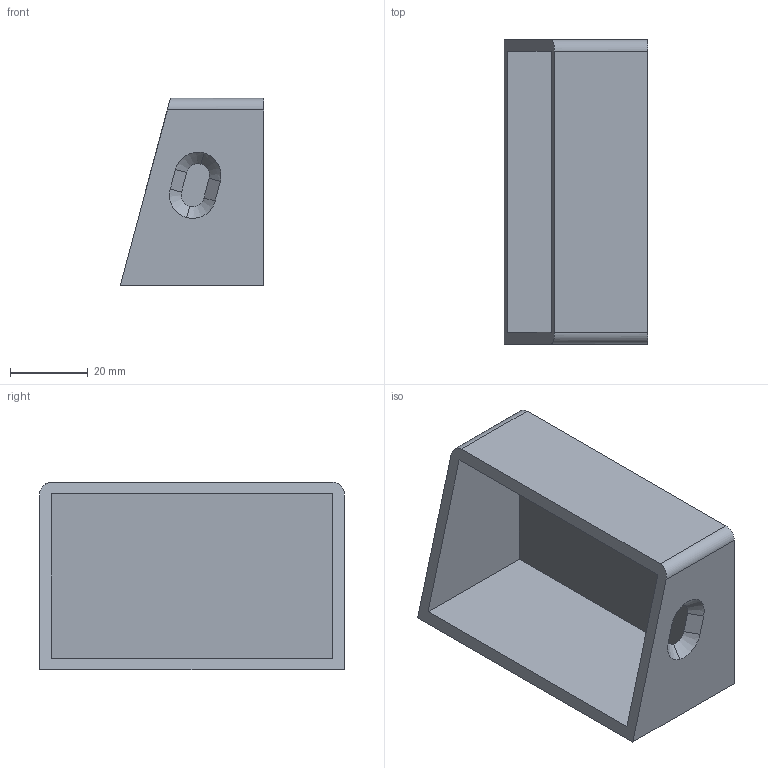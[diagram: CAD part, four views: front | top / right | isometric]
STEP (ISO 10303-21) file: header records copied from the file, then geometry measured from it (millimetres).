
FILE_DESCRIPTION(/* description */ ('','CAx-IF Rec.Pracs.---Representation and Presentation of Product Manufacturing Information (PMI)---4.0---2014-10-13'),/* implementation_level */ '2;1');
FILE_NAME(/* name */ 'cover.step',/* time_stamp */ '2025-01-26T21:31:06-08:00',/* author */ (''),/* organization */ (''),/* preprocessor_version */ 'ST-DEVELOPER v20',/* originating_system */ 'Autodesk Translation Framework v13.20.0.188',/* authorisation */ '');
FILE_SCHEMA (('AP242_MANAGED_MODEL_BASED_3D_ENGINEERING_MIM_LF { 1 0 10303 442 1 1 4 }'));
Length unit declared in the file: millimetre
Products named in the file (1): cover
Bounding box: 37 x 78.5 x 48.3 mm (x, y, z)
Volume: 30873.3 mm3; surface area: 21516.3 mm2
Topology: 1 solids, 1 shells, 19 faces, 48 edges, 32 vertices
Faces by surface type: plane 13, cone 4, cylinder 2
Entity records: 613 total; most frequent: CARTESIAN_POINT 106, DIRECTION 98, ORIENTED_EDGE 96, EDGE_CURVE 48, LINE 34, VECTOR 34, VERTEX_POINT 32, AXIS2_PLACEMENT_3D 32
